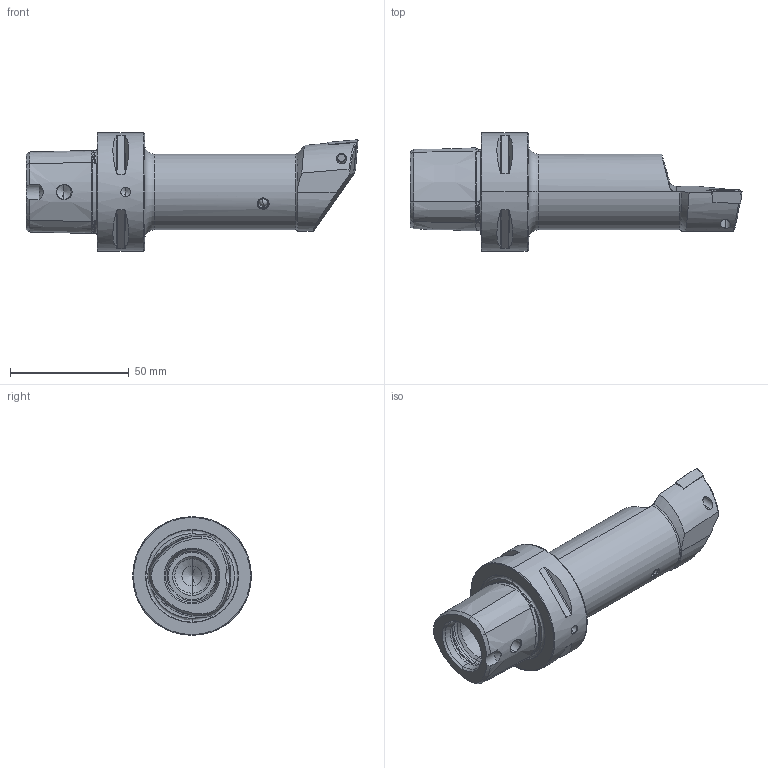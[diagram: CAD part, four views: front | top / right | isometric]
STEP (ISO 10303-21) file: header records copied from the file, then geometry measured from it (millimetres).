
FILE_DESCRIPTION (( 'STEP AP203' ), '1' );
FILE_NAME ('PS5-BCC.LLB.110.STEP', '2012-04-16T06:41:34', ( 'SwiAdmin' ), ( '' ), 'SwSTEP 2.0', 'SolidWorks 2012', '' );
FILE_SCHEMA (( 'CONFIG_CONTROL_DESIGN' ));
Length unit declared in the file: millimetre
Products named in the file (5): PS5-BCC.LLB.110_A; PS5-BCC.LLB.110; KVT_MB_600_050; WCC-ER2.001.010_A; CCMT120404
Assembly tree (4 placements, depth 2):
  PS5-BCC.LLB.110
    PS5-BCC.LLB.110_A
    CCMT120404
    WCC-ER2.001.010_A
    KVT_MB_600_050
Bounding box: 140 x 50 x 50 mm (x, y, z)
Volume: 109352.2 mm3; surface area: 23913.9 mm2
Topology: 5 solids, 5 shells, 281 faces, 673 edges, 393 vertices
Faces by surface type: cone 100, cylinder 74, plane 49, torus 43, bspline 13, sphere 2
Entity records: 9632 total; most frequent: CARTESIAN_POINT 2921, DIRECTION 1305, ORIENTED_EDGE 1296, EDGE_CURVE 648, AXIS2_PLACEMENT_3D 533, VERTEX_POINT 390, EDGE_LOOP 304, FACE_OUTER_BOUND 281
